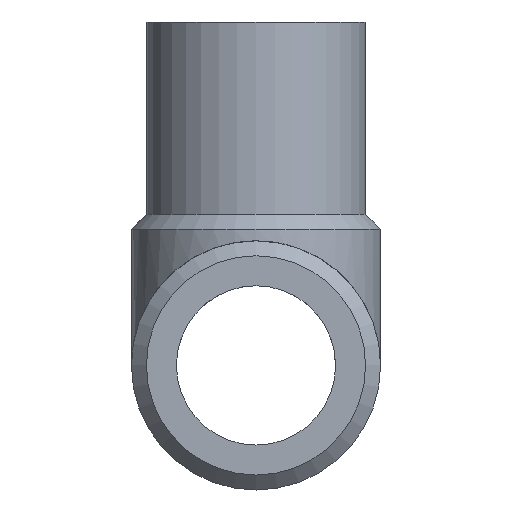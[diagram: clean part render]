
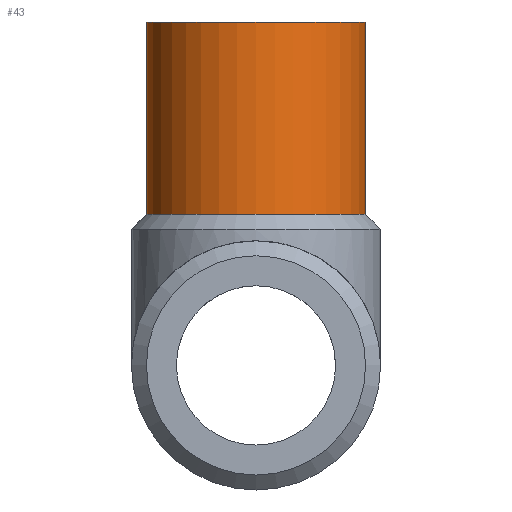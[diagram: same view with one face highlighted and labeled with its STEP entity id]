
A CAD part, left-side view. The second image highlights one B-rep face of the part: STEP entity #43.
In plain terms, the highlighted cylindrical face has radius 45 mm (diameter 90 mm), a full revolution.
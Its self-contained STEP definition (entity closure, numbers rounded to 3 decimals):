
#43 = ADVANCED_FACE( '', ( #93, #94 ), #95, .T. );
#93 = FACE_OUTER_BOUND( '', #154, .T. );
#94 = FACE_OUTER_BOUND( '', #155, .T. );
#95 = CYLINDRICAL_SURFACE( '', #156, 45. );
#154 = EDGE_LOOP( '', ( #216 ) );
#155 = EDGE_LOOP( '', ( #217 ) );
#156 = AXIS2_PLACEMENT_3D( '', #218, #219, #220 );
#216 = ORIENTED_EDGE( '', *, *, #291, .F. );
#217 = ORIENTED_EDGE( '', *, *, #280, .T. );
#218 = CARTESIAN_POINT( '', ( -142., 0., 0. ) );
#219 = DIRECTION( '', ( 0., 0., 1. ) );
#220 = DIRECTION( '', ( -1., 0., 0. ) );
#280 = EDGE_CURVE( '', #309, #309, #310, .T. );
#291 = EDGE_CURVE( '', #328, #328, #329, .T. );
#309 = VERTEX_POINT( '', #354 );
#310 = CIRCLE( '', #355, 45. );
#328 = VERTEX_POINT( '', #373 );
#329 = CIRCLE( '', #374, 45. );
#354 = CARTESIAN_POINT( '', ( -187., 0., 141. ) );
#355 = AXIS2_PLACEMENT_3D( '', #398, #399, #400 );
#373 = CARTESIAN_POINT( '', ( -187., 0., 62. ) );
#374 = AXIS2_PLACEMENT_3D( '', #422, #423, #424 );
#398 = CARTESIAN_POINT( '', ( -142., 0., 141. ) );
#399 = DIRECTION( '', ( 0., 0., -1. ) );
#400 = DIRECTION( '', ( -1., 0., 0. ) );
#422 = CARTESIAN_POINT( '', ( -142., 0., 62. ) );
#423 = DIRECTION( '', ( 0., 0., -1. ) );
#424 = DIRECTION( '', ( -1., 0., 0. ) );
